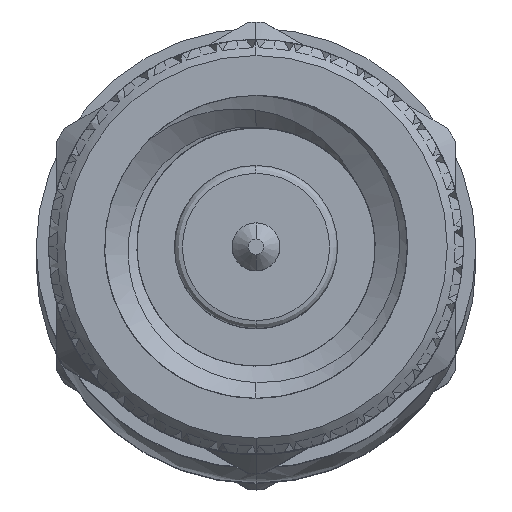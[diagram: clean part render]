
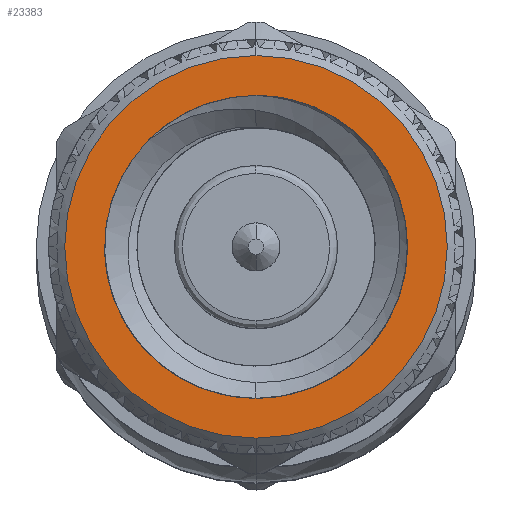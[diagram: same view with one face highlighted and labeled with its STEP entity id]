
A CAD part, top view. The second image highlights one B-rep face of the part: STEP entity #23383.
In plain terms, the highlighted face is planar.
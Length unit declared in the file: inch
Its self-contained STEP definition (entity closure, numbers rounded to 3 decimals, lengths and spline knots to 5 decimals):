
#342 = ORIENTED_EDGE ( 'NONE', *, *, #37486, .F. ) ;
#2363 = CIRCLE ( 'NONE', #17952, 0.12 ) ;
#2533 = CIRCLE ( 'NONE', #27576, 0.12 ) ;
#2650 = DIRECTION ( 'NONE',  ( 0., 1., 0. ) ) ;
#4069 = AXIS2_PLACEMENT_3D ( 'NONE', #44915, #34356, #22585 ) ;
#4718 = PLANE ( 'NONE',  #4069 ) ;
#5834 = VERTEX_POINT ( 'NONE', #36428 ) ;
#7621 = VERTEX_POINT ( 'NONE', #47048 ) ;
#7707 = ORIENTED_EDGE ( 'NONE', *, *, #28579, .T. ) ;
#7859 = CARTESIAN_POINT ( 'NONE',  ( 0.02661, 0.12, 0. ) ) ;
#8509 = CARTESIAN_POINT ( 'NONE',  ( 0.02661, -0.06718, 0.06718 ) ) ;
#9646 = EDGE_CURVE ( 'NONE', #19319, #44575, #15368, .T. ) ;
#10024 = CARTESIAN_POINT ( 'NONE',  ( 0.02661, 0., 0. ) ) ;
#11464 = CARTESIAN_POINT ( 'NONE',  ( 0.02661, 0.095, 0. ) ) ;
#12352 = DIRECTION ( 'NONE',  ( -1., 0., 0. ) ) ;
#12743 = EDGE_LOOP ( 'NONE', ( #27306, #342, #20128 ) ) ;
#13357 = EDGE_CURVE ( 'NONE', #5834, #41280, #2363, .T. ) ;
#15065 = DIRECTION ( 'NONE',  ( 0., 1., 0. ) ) ;
#15368 = CIRCLE ( 'NONE', #42796, 0.095 ) ;
#17952 = AXIS2_PLACEMENT_3D ( 'NONE', #10024, #40115, #2650 ) ;
#19319 = VERTEX_POINT ( 'NONE', #8509 ) ;
#20128 = ORIENTED_EDGE ( 'NONE', *, *, #9646, .F. ) ;
#20480 = CARTESIAN_POINT ( 'NONE',  ( 0.02661, 0., 0. ) ) ;
#22585 = DIRECTION ( 'NONE',  ( 0., 1., 0. ) ) ;
#23302 = FACE_BOUND ( 'NONE', #12743, .T. ) ;
#23383 = ADVANCED_FACE ( 'NONE', ( #23302, #45633 ), #4718, .F. ) ;
#24692 = EDGE_LOOP ( 'NONE', ( #7707, #40012 ) ) ;
#25362 = DIRECTION ( 'NONE',  ( -1., 0., 0. ) ) ;
#26109 = CARTESIAN_POINT ( 'NONE',  ( 0.02661, 0., 0. ) ) ;
#27306 = ORIENTED_EDGE ( 'NONE', *, *, #45013, .F. ) ;
#27333 = AXIS2_PLACEMENT_3D ( 'NONE', #31234, #12352, #46171 ) ;
#27576 = AXIS2_PLACEMENT_3D ( 'NONE', #26109, #37843, #15065 ) ;
#28579 = EDGE_CURVE ( 'NONE', #41280, #5834, #2533, .T. ) ;
#28920 = CARTESIAN_POINT ( 'NONE',  ( 0.02661, 0., 0. ) ) ;
#29268 = AXIS2_PLACEMENT_3D ( 'NONE', #20480, #25362, #43526 ) ;
#31234 = CARTESIAN_POINT ( 'NONE',  ( 0.02661, 0., 0. ) ) ;
#34356 = DIRECTION ( 'NONE',  ( 1., 0., 0. ) ) ;
#35781 = DIRECTION ( 'NONE',  ( 0., -1., 0. ) ) ;
#36428 = CARTESIAN_POINT ( 'NONE',  ( 0.02661, -0.12, 0. ) ) ;
#37486 = EDGE_CURVE ( 'NONE', #44575, #7621, #39417, .T. ) ;
#37843 = DIRECTION ( 'NONE',  ( -1., 0., 0. ) ) ;
#38259 = CIRCLE ( 'NONE', #27333, 0.095 ) ;
#39417 = CIRCLE ( 'NONE', #29268, 0.095 ) ;
#40012 = ORIENTED_EDGE ( 'NONE', *, *, #13357, .T. ) ;
#40115 = DIRECTION ( 'NONE',  ( -1., 0., 0. ) ) ;
#41280 = VERTEX_POINT ( 'NONE', #7859 ) ;
#42796 = AXIS2_PLACEMENT_3D ( 'NONE', #28920, #47776, #35781 ) ;
#43526 = DIRECTION ( 'NONE',  ( 0., -1., 0. ) ) ;
#44575 = VERTEX_POINT ( 'NONE', #11464 ) ;
#44915 = CARTESIAN_POINT ( 'NONE',  ( 0.02661, 0.13, 0. ) ) ;
#45013 = EDGE_CURVE ( 'NONE', #7621, #19319, #38259, .T. ) ;
#45633 = FACE_OUTER_BOUND ( 'NONE', #24692, .T. ) ;
#46171 = DIRECTION ( 'NONE',  ( 0., -1., 0. ) ) ;
#47048 = CARTESIAN_POINT ( 'NONE',  ( 0.02661, -0.095, 0. ) ) ;
#47776 = DIRECTION ( 'NONE',  ( -1., 0., 0. ) ) ;
